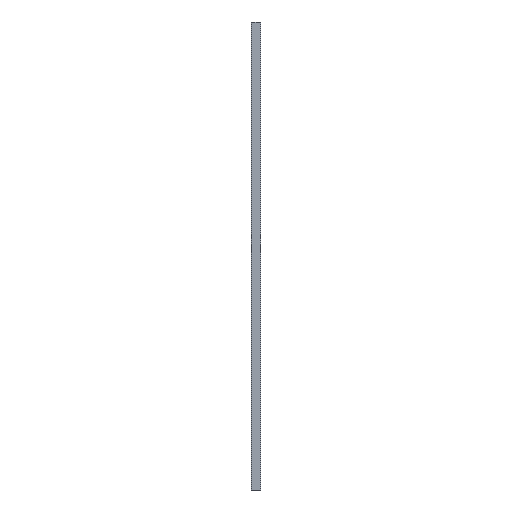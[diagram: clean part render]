
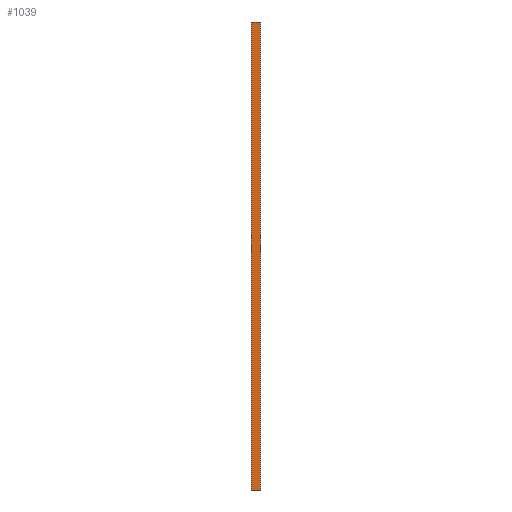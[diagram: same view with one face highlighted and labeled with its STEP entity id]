
A CAD part, left-side view. The second image highlights one B-rep face of the part: STEP entity #1039.
In plain terms, the highlighted planar face has unit normal (-1, 0, 0).
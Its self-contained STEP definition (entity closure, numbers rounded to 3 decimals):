
#50 = FACE_OUTER_BOUND ( 'NONE', #820, .T. ) ;
#86 = ORIENTED_EDGE ( 'NONE', *, *, #1391, .T. ) ;
#166 = VERTEX_POINT ( 'NONE', #1732 ) ;
#176 = CARTESIAN_POINT ( 'NONE',  ( -12.5, -10.518, -1181.1 ) ) ;
#178 = VECTOR ( 'NONE', #484, 1000. ) ;
#188 = VECTOR ( 'NONE', #265, 1000. ) ;
#258 = EDGE_CURVE ( 'NONE', #166, #1805, #1533, .T. ) ;
#265 = DIRECTION ( 'NONE',  ( 0., -1., 0. ) ) ;
#318 = EDGE_CURVE ( 'NONE', #547, #1641, #385, .T. ) ;
#330 = VECTOR ( 'NONE', #789, 1000. ) ;
#385 = LINE ( 'NONE', #1661, #178 ) ;
#410 = ORIENTED_EDGE ( 'NONE', *, *, #1352, .F. ) ;
#420 = LINE ( 'NONE', #1042, #188 ) ;
#484 = DIRECTION ( 'NONE',  ( 0., 0., 1. ) ) ;
#547 = VERTEX_POINT ( 'NONE', #176 ) ;
#691 = DIRECTION ( 'NONE',  ( -1., 0., 0. ) ) ;
#704 = CARTESIAN_POINT ( 'NONE',  ( -12.5, -10.518, 0. ) ) ;
#738 = DIRECTION ( 'NONE',  ( 0., 0., 1. ) ) ;
#789 = DIRECTION ( 'NONE',  ( 0., -1., 0. ) ) ;
#820 = EDGE_LOOP ( 'NONE', ( #410, #1366, #86, #1311 ) ) ;
#928 = CARTESIAN_POINT ( 'NONE',  ( -12.5, 10.518, 0. ) ) ;
#1023 = DIRECTION ( 'NONE',  ( 0., 0., 1. ) ) ;
#1039 = ADVANCED_FACE ( 'NONE', ( #50 ), #1544, .T. ) ;
#1042 = CARTESIAN_POINT ( 'NONE',  ( -12.5, 10.518, 0. ) ) ;
#1064 = CARTESIAN_POINT ( 'NONE',  ( -12.5, 10.518, -1181.1 ) ) ;
#1098 = LINE ( 'NONE', #1064, #330 ) ;
#1311 = ORIENTED_EDGE ( 'NONE', *, *, #318, .T. ) ;
#1352 = EDGE_CURVE ( 'NONE', #1805, #1641, #420, .T. ) ;
#1360 = CARTESIAN_POINT ( 'NONE',  ( -12.5, 10.518, -1181.1 ) ) ;
#1366 = ORIENTED_EDGE ( 'NONE', *, *, #258, .F. ) ;
#1391 = EDGE_CURVE ( 'NONE', #166, #547, #1098, .T. ) ;
#1533 = LINE ( 'NONE', #1360, #1785 ) ;
#1544 = PLANE ( 'NONE',  #2030 ) ;
#1641 = VERTEX_POINT ( 'NONE', #704 ) ;
#1661 = CARTESIAN_POINT ( 'NONE',  ( -12.5, -10.518, -1181.1 ) ) ;
#1732 = CARTESIAN_POINT ( 'NONE',  ( -12.5, 10.518, -1181.1 ) ) ;
#1785 = VECTOR ( 'NONE', #1023, 1000. ) ;
#1805 = VERTEX_POINT ( 'NONE', #928 ) ;
#1948 = CARTESIAN_POINT ( 'NONE',  ( -12.5, 10.518, -1181.1 ) ) ;
#2030 = AXIS2_PLACEMENT_3D ( 'NONE', #1948, #691, #738 ) ;
